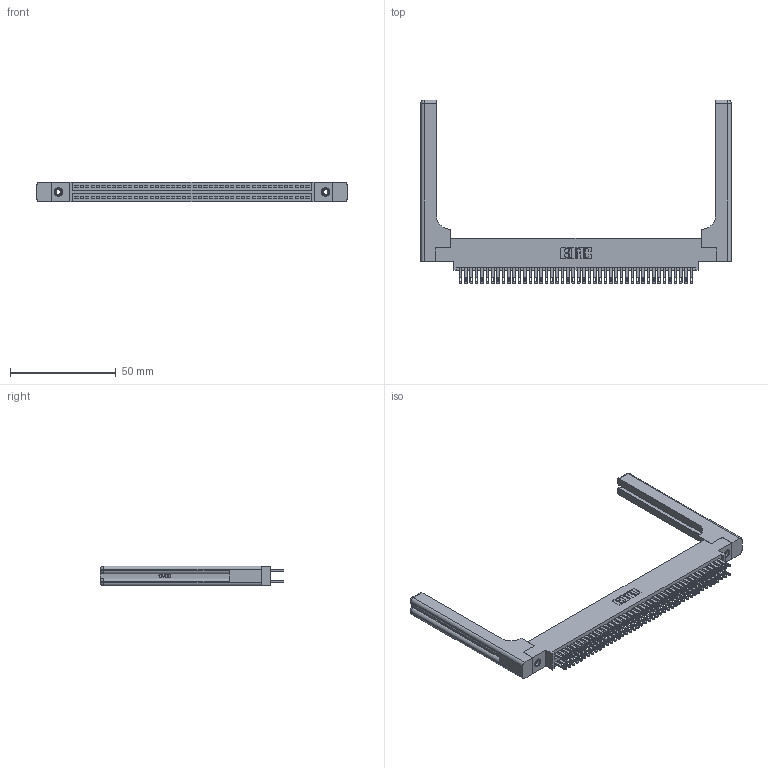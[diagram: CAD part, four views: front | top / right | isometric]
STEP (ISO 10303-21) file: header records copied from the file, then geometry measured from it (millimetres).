
FILE_DESCRIPTION (( 'STEP AP203' ), '1' );
FILE_NAME ('345-088-500-858.STEP', '2019-11-01T10:06:14', ( '' ), ( '' ), 'SwSTEP 2.0', 'SolidWorks 2016', '' );
FILE_SCHEMA (( 'CONFIG_CONTROL_DESIGN' ));
Length unit declared in the file: inch
Products named in the file (5): 345 Part_0.170 Offset - 0.156 Dia-TH; 345-088-500-858; 345-292-001_345-293-100; 345-220-058_345-220-058; 345-250-001_345-250-001-102
Assembly tree (93 placements, depth 2):
  345-088-500-858
    345 Part_0.170 Offset - 0.156 Dia-TH
    345-292-001_345-293-100  x88
    345-250-001_345-250-001-102  x2
    345-220-058_345-220-058  x2
Bounding box: 146.79 x 86.79 x 9.4 mm (x, y, z)
Volume: 22908.2 mm3; surface area: 27473.2 mm2
Topology: 93 solids, 93 shells, 4434 faces, 13427 edges, 8930 vertices
Faces by surface type: plane 2608, cylinder 1766, bspline 36, cone 12, sphere 8, torus 4
Entity records: 39498 total; most frequent: CARTESIAN_POINT 7613, ORIENTED_EDGE 6344, DIRECTION 5644, EDGE_CURVE 3172, LINE 2768, VECTOR 2768, VERTEX_POINT 2106, AXIS2_PLACEMENT_3D 1438
